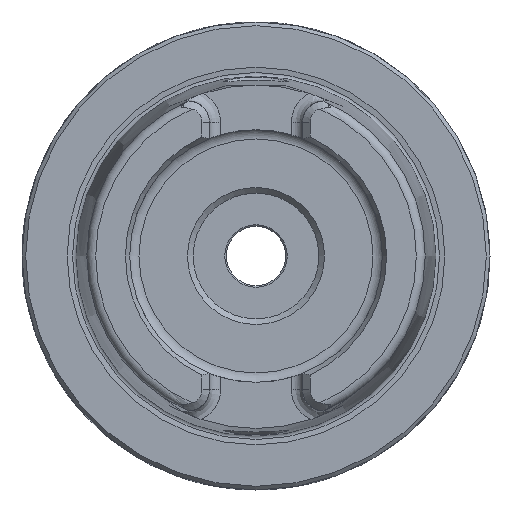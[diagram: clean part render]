
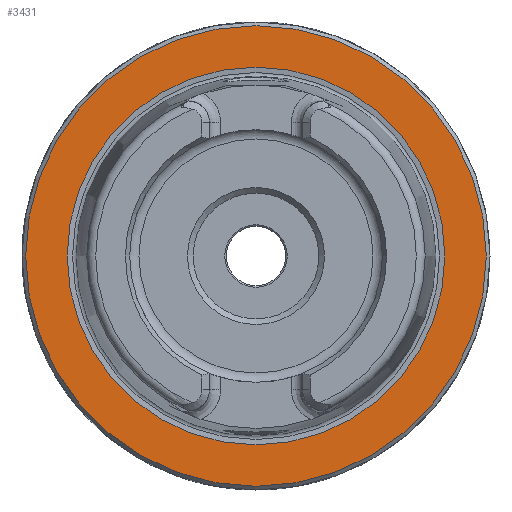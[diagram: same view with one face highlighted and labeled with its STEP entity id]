
A CAD part, left-side view. The second image highlights one B-rep face of the part: STEP entity #3431.
In plain terms, the highlighted planar face has unit normal (-1, 0, 0).
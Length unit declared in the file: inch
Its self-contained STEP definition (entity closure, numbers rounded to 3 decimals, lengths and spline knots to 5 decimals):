
#3397=CARTESIAN_POINT('',(0.0,31.,0.));
#3398=VERTEX_POINT('',#3397);
#3399=CARTESIAN_POINT('',(0.0,0.0,0.0));
#3400=DIRECTION('',(1.0,0.0,0.0));
#3401=DIRECTION('',(0.0,-1.0,0.0));
#3402=AXIS2_PLACEMENT_3D('',#3399,#3400,#3401);
#3403=CIRCLE('',#3402,31.);
#3404=EDGE_CURVE('',#3398,#3398,#3403,.T.);
#3412=CARTESIAN_POINT('',(0.0,15.75,0.0));
#3413=DIRECTION('',(-1.0,0.0,0.0));
#3414=DIRECTION('',(0.0,0.0,1.0));
#3415=AXIS2_PLACEMENT_3D('',#3412,#3413,#3414);
#3416=PLANE('',#3415);
#3417=ORIENTED_EDGE('',*,*,#3404,.F.);
#3418=EDGE_LOOP('',(#3417));
#3419=FACE_OUTER_BOUND('',#3418,.T.);
#3420=CARTESIAN_POINT('',(0.0,25.42043,0.0));
#3421=VERTEX_POINT('',#3420);
#3422=CARTESIAN_POINT('',(0.0,0.0,0.0));
#3423=DIRECTION('',(1.0,0.0,0.0));
#3424=DIRECTION('',(0.0,1.0,0.0));
#3425=AXIS2_PLACEMENT_3D('',#3422,#3423,#3424);
#3426=CIRCLE('',#3425,25.42043);
#3427=EDGE_CURVE('',#3421,#3421,#3426,.T.);
#3428=ORIENTED_EDGE('',*,*,#3427,.T.);
#3429=EDGE_LOOP('',(#3428));
#3430=FACE_BOUND('',#3429,.T.);
#3431=ADVANCED_FACE('',(#3419,#3430),#3416,.T.);
